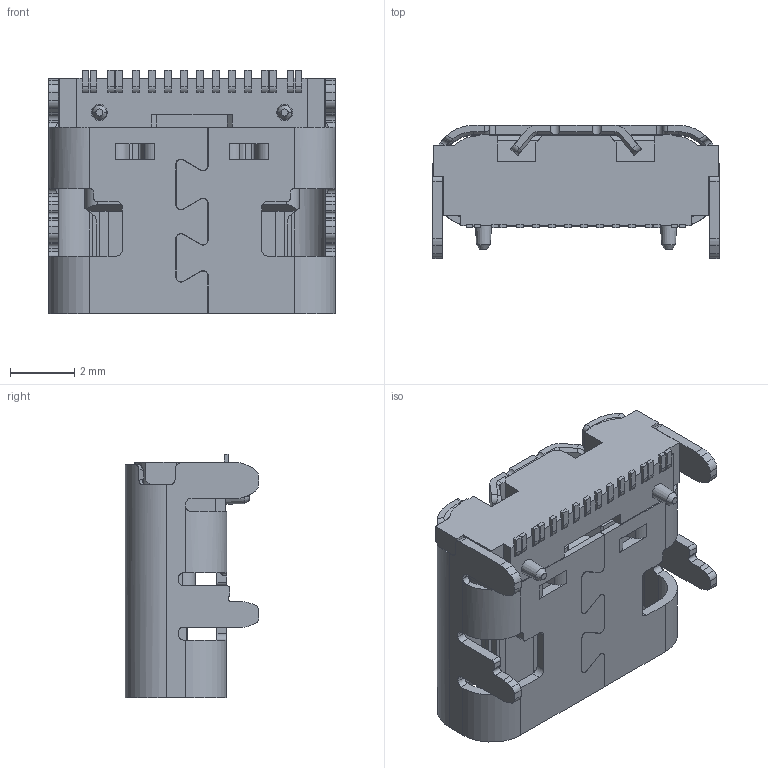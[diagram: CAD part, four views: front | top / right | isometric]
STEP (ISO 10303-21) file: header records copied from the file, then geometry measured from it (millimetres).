
FILE_DESCRIPTION((''),'2;1');
FILE_NAME('PRT0001','2019-12-17T16:08:12',('Administrator'),(''),'CREO PARAMETRIC BY PTC INC, 2016510','CREO PARAMETRIC BY PTC INC, 2016510','');
FILE_SCHEMA(('AUTOMOTIVE_DESIGN { 1 0 10303 214 1 1 1 1 }'));
Length unit declared in the file: millimetre
Products named in the file (1): PRT0001
Bounding box: 8.94 x 4.16 x 7.6 mm (x, y, z)
Volume: 113.9 mm3; surface area: 474.3 mm2
Topology: 1 solids, 1 shells, 753 faces, 2222 edges, 1437 vertices
Faces by surface type: plane 529, cylinder 192, cone 26, bspline 6
Entity records: 29265 total; most frequent: CARTESIAN_POINT 5129, ORIENTED_EDGE 4444, DIRECTION 3992, EDGE_CURVE 2222, VECTOR 1710, LINE 1710, VERTEX_POINT 1438, AXIS2_PLACEMENT_3D 1141
